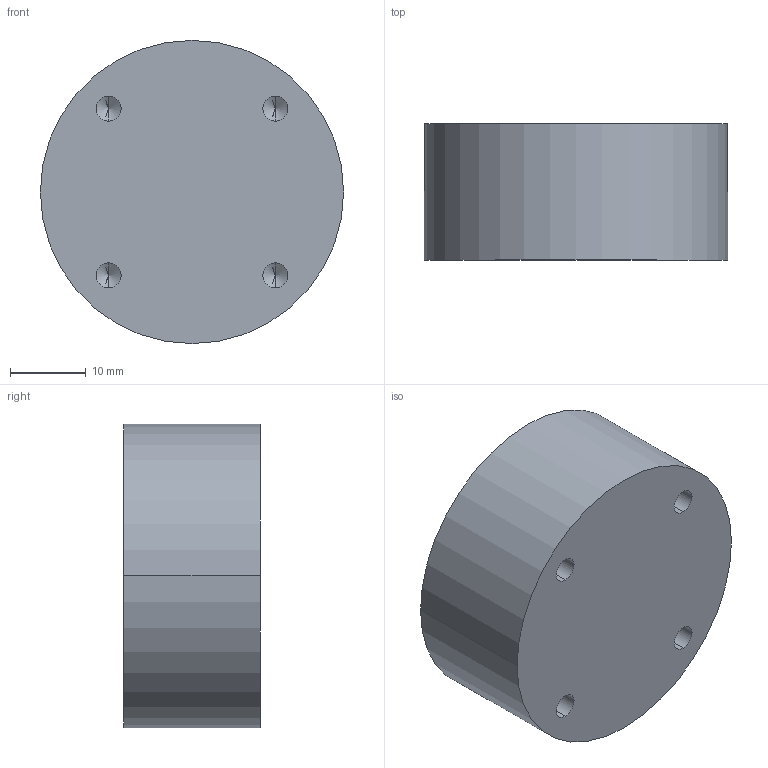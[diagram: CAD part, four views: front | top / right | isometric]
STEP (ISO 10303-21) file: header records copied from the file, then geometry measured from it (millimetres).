
FILE_DESCRIPTION (( 'STEP AP203' ), '1' );
FILE_NAME ('Bloc bas Rotule.STEP', '2020-06-17T15:47:16', ( '' ), ( '' ), 'SwSTEP 2.0', 'SolidWorks 2016', '' );
FILE_SCHEMA (( 'CONFIG_CONTROL_DESIGN' ));
Length unit declared in the file: millimetre
Products named in the file (1): Bloc bas Rotule
Bounding box: 40 x 18 x 40 mm (x, y, z)
Volume: 15153.5 mm3; surface area: 5927.1 mm2
Topology: 1 solids, 1 shells, 25 faces, 56 edges, 30 vertices
Faces by surface type: cylinder 12, cone 10, plane 3
Entity records: 717 total; most frequent: DIRECTION 126, CARTESIAN_POINT 104, ORIENTED_EDGE 96, AXIS2_PLACEMENT_3D 52, EDGE_CURVE 48, EDGE_LOOP 30, VERTEX_POINT 30, CIRCLE 26
